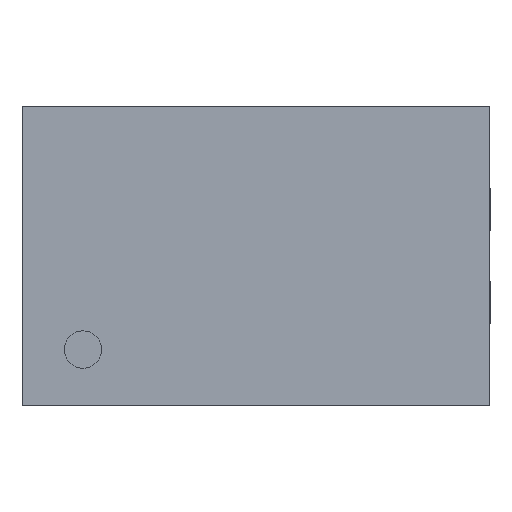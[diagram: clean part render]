
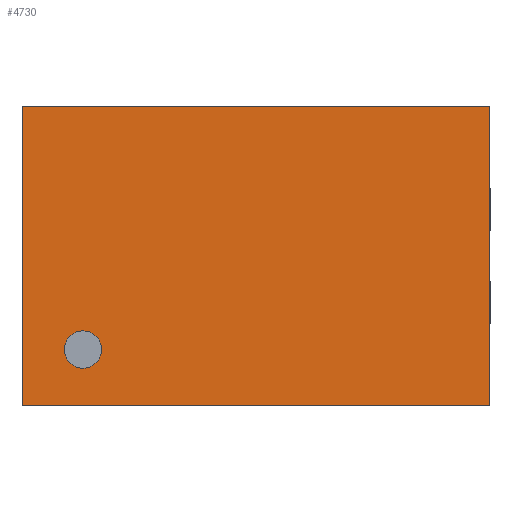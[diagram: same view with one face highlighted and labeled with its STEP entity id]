
A CAD part, left-side view. The second image highlights one B-rep face of the part: STEP entity #4730.
In plain terms, the highlighted planar face has unit normal (-1, 0, 0).
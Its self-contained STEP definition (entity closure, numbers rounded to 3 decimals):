
#119=LINE('',#6684,#622);
#313=LINE('',#7187,#816);
#515=LINE('',#7690,#1018);
#516=LINE('',#7692,#1019);
#622=VECTOR('',#5387,5.);
#816=VECTOR('',#5857,5.);
#1018=VECTOR('',#6393,3.2);
#1019=VECTOR('',#6396,3.2);
#1193=PLANE('',#5119);
#1195=FACE_BOUND('',#1687,.T.);
#1440=FACE_OUTER_BOUND('',#1686,.T.);
#1686=EDGE_LOOP('',(#4164,#4165,#4166,#4167));
#1687=EDGE_LOOP('',(#4168));
#1689=CIRCLE('',#4735,0.2);
#1831=VERTEX_POINT('',#6403);
#1927=VERTEX_POINT('',#6681);
#1928=VERTEX_POINT('',#6683);
#2098=VERTEX_POINT('',#7184);
#2099=VERTEX_POINT('',#7186);
#2235=EDGE_CURVE('',#1831,#1831,#1689,.T.);
#2375=EDGE_CURVE('',#1928,#1927,#119,.T.);
#2628=EDGE_CURVE('',#2099,#2098,#313,.T.);
#2877=EDGE_CURVE('',#1927,#2099,#515,.T.);
#2878=EDGE_CURVE('',#2098,#1928,#516,.T.);
#4164=ORIENTED_EDGE('',*,*,#2375,.T.);
#4165=ORIENTED_EDGE('',*,*,#2877,.T.);
#4166=ORIENTED_EDGE('',*,*,#2628,.T.);
#4167=ORIENTED_EDGE('',*,*,#2878,.T.);
#4168=ORIENTED_EDGE('',*,*,#2235,.T.);
#4730=ADVANCED_FACE('',(#1440,#1195),#1193,.F.);
#4735=AXIS2_PLACEMENT_3D('',#6404,#5126,#5127);
#5119=AXIS2_PLACEMENT_3D('',#7693,#6397,#6398);
#5126=DIRECTION('center_axis',(1.,0.,0.));
#5127=DIRECTION('ref_axis',(0.,0.,-1.));
#5387=DIRECTION('',(0.,1.,0.));
#5857=DIRECTION('',(0.,-1.,0.));
#6393=DIRECTION('',(0.,0.,-1.));
#6396=DIRECTION('',(0.,0.,1.));
#6397=DIRECTION('center_axis',(1.,0.,0.));
#6398=DIRECTION('ref_axis',(0.,0.,-1.));
#6403=CARTESIAN_POINT('',(0.,1.85,-0.8));
#6404=CARTESIAN_POINT('Origin',(0.,1.85,-1.));
#6681=CARTESIAN_POINT('',(0.,2.5,1.6));
#6683=CARTESIAN_POINT('',(0.,-2.5,1.6));
#6684=CARTESIAN_POINT('',(0.,-2.5,1.6));
#7184=CARTESIAN_POINT('',(0.,-2.5,-1.6));
#7186=CARTESIAN_POINT('',(0.,2.5,-1.6));
#7187=CARTESIAN_POINT('',(0.,2.5,-1.6));
#7690=CARTESIAN_POINT('',(0.,2.5,1.6));
#7692=CARTESIAN_POINT('',(0.,-2.5,-1.6));
#7693=CARTESIAN_POINT('Origin',(0.,0.,0.));
